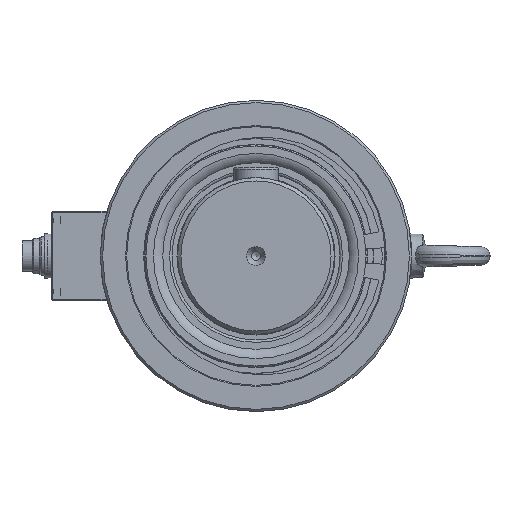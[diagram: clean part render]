
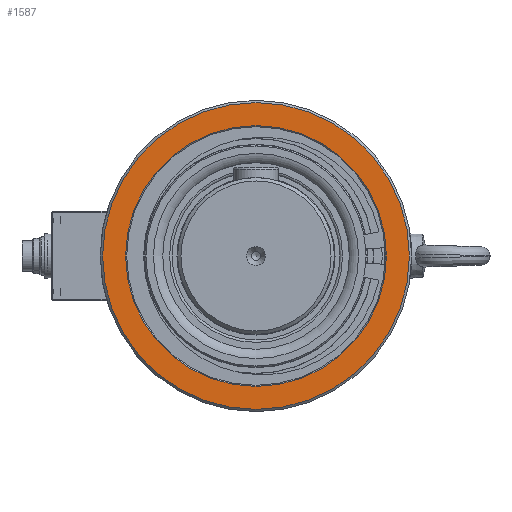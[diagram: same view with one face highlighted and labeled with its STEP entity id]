
A CAD part, left-side view. The second image highlights one B-rep face of the part: STEP entity #1587.
In plain terms, the highlighted planar face has unit normal (-1, 0, 0).
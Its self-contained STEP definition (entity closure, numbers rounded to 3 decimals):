
#1587 = ADVANCED_FACE( '', ( #3101, #3102 ), #3103, .T. );
#3101 = FACE_BOUND( '', #5848, .T. );
#3102 = FACE_OUTER_BOUND( '', #5849, .T. );
#3103 = PLANE( '', #5850 );
#5848 = EDGE_LOOP( '', ( #8677 ) );
#5849 = EDGE_LOOP( '', ( #8678 ) );
#5850 = AXIS2_PLACEMENT_3D( '', #8679, #8680, #8681 );
#8677 = ORIENTED_EDGE( '', *, *, #9823, .T. );
#8678 = ORIENTED_EDGE( '', *, *, #10359, .T. );
#8679 = CARTESIAN_POINT( '', ( 0., 0., 0. ) );
#8680 = DIRECTION( '', ( -1., 0., 0. ) );
#8681 = DIRECTION( '', ( 0., -1., 0. ) );
#9823 = EDGE_CURVE( '', #11018, #11018, #11019, .F. );
#10359 = EDGE_CURVE( '', #11794, #11794, #11795, .T. );
#11018 = VERTEX_POINT( '', #12666 );
#11019 = CIRCLE( '', #12667, 58.25 );
#11794 = VERTEX_POINT( '', #14176 );
#11795 = CIRCLE( '', #14177, 68.5 );
#12666 = CARTESIAN_POINT( '', ( 0., -58.25, 0. ) );
#12667 = AXIS2_PLACEMENT_3D( '', #14867, #14868, #14869 );
#14176 = CARTESIAN_POINT( '', ( 0., -68.5, 0. ) );
#14177 = AXIS2_PLACEMENT_3D( '', #15535, #15536, #15537 );
#14867 = CARTESIAN_POINT( '', ( 0., 0., 0. ) );
#14868 = DIRECTION( '', ( -1., 0., 0. ) );
#14869 = DIRECTION( '', ( 0., -1., 0. ) );
#15535 = CARTESIAN_POINT( '', ( 0., 0., 0. ) );
#15536 = DIRECTION( '', ( -1., 0., 0. ) );
#15537 = DIRECTION( '', ( 0., -1., 0. ) );
